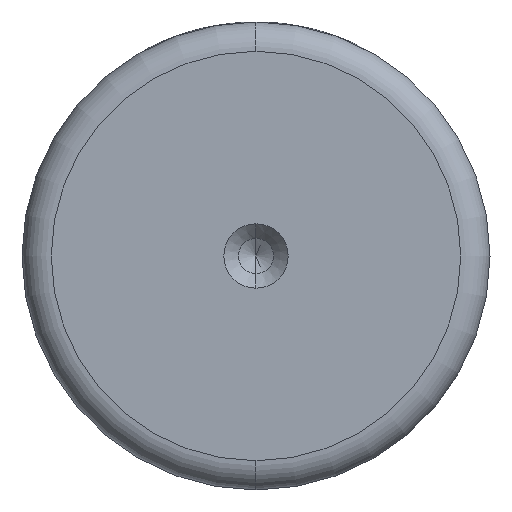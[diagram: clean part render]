
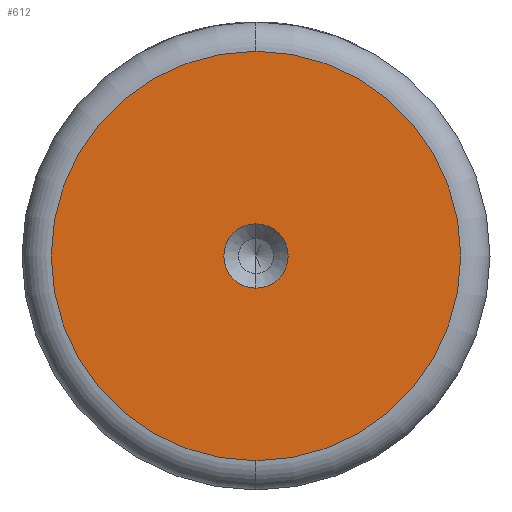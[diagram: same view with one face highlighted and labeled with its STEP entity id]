
A CAD part, left-side view. The second image highlights one B-rep face of the part: STEP entity #612.
In plain terms, the highlighted planar face has unit normal (-1, 0, 0).
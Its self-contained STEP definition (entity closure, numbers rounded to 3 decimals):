
#30 = VERTEX_POINT ( 'NONE', #177 ) ;
#32 = VERTEX_POINT ( 'NONE', #1064 ) ;
#49 = EDGE_CURVE ( 'NONE', #30, #32, #90, .T. ) ;
#75 = CARTESIAN_POINT ( 'NONE',  ( 0., 0., 0. ) ) ;
#90 = CIRCLE ( 'NONE', #561, 21. ) ;
#177 = CARTESIAN_POINT ( 'NONE',  ( 0., 0., 21. ) ) ;
#185 = CARTESIAN_POINT ( 'NONE',  ( 0., 0., 0. ) ) ;
#203 = DIRECTION ( 'NONE',  ( 0., 0., 1. ) ) ;
#220 = FACE_OUTER_BOUND ( 'NONE', #939, .T. ) ;
#260 = FACE_BOUND ( 'NONE', #600, .T. ) ;
#279 = CIRCLE ( 'NONE', #1431, 3.3 ) ;
#308 = DIRECTION ( 'NONE',  ( 0., 0., 1. ) ) ;
#399 = CARTESIAN_POINT ( 'NONE',  ( 0., 0., 3.3 ) ) ;
#443 = ORIENTED_EDGE ( 'NONE', *, *, #1051, .F. ) ;
#561 = AXIS2_PLACEMENT_3D ( 'NONE', #185, #960, #308 ) ;
#574 = CARTESIAN_POINT ( 'NONE',  ( 0., 0., 0. ) ) ;
#597 = ORIENTED_EDGE ( 'NONE', *, *, #1426, .T. ) ;
#600 = EDGE_LOOP ( 'NONE', ( #443, #848 ) ) ;
#612 = ADVANCED_FACE ( 'NONE', ( #260, #220 ), #1011, .T. ) ;
#635 = DIRECTION ( 'NONE',  ( -1., 0., 0. ) ) ;
#675 = DIRECTION ( 'NONE',  ( 0., 0., 1. ) ) ;
#687 = DIRECTION ( 'NONE',  ( -1., 0., 0. ) ) ;
#776 = VERTEX_POINT ( 'NONE', #399 ) ;
#848 = ORIENTED_EDGE ( 'NONE', *, *, #962, .F. ) ;
#877 = DIRECTION ( 'NONE',  ( -1., 0., 0. ) ) ;
#900 = CIRCLE ( 'NONE', #976, 3.3 ) ;
#924 = VERTEX_POINT ( 'NONE', #970 ) ;
#939 = EDGE_LOOP ( 'NONE', ( #1464, #597 ) ) ;
#960 = DIRECTION ( 'NONE',  ( -1., 0., 0. ) ) ;
#962 = EDGE_CURVE ( 'NONE', #924, #776, #900, .T. ) ;
#970 = CARTESIAN_POINT ( 'NONE',  ( 0., 0., -3.3 ) ) ;
#976 = AXIS2_PLACEMENT_3D ( 'NONE', #75, #877, #203 ) ;
#998 = CARTESIAN_POINT ( 'NONE',  ( 0., 0., 0. ) ) ;
#1011 = PLANE ( 'NONE',  #1381 ) ;
#1051 = EDGE_CURVE ( 'NONE', #776, #924, #279, .T. ) ;
#1064 = CARTESIAN_POINT ( 'NONE',  ( 0., 0., -21. ) ) ;
#1116 = DIRECTION ( 'NONE',  ( 0., 0., 1. ) ) ;
#1230 = AXIS2_PLACEMENT_3D ( 'NONE', #1278, #635, #1392 ) ;
#1278 = CARTESIAN_POINT ( 'NONE',  ( 0., 0., 0. ) ) ;
#1325 = CIRCLE ( 'NONE', #1230, 21. ) ;
#1328 = DIRECTION ( 'NONE',  ( -1., 0., 0. ) ) ;
#1381 = AXIS2_PLACEMENT_3D ( 'NONE', #998, #687, #1116 ) ;
#1392 = DIRECTION ( 'NONE',  ( 0., 0., 1. ) ) ;
#1426 = EDGE_CURVE ( 'NONE', #32, #30, #1325, .T. ) ;
#1431 = AXIS2_PLACEMENT_3D ( 'NONE', #574, #1328, #675 ) ;
#1464 = ORIENTED_EDGE ( 'NONE', *, *, #49, .T. ) ;
